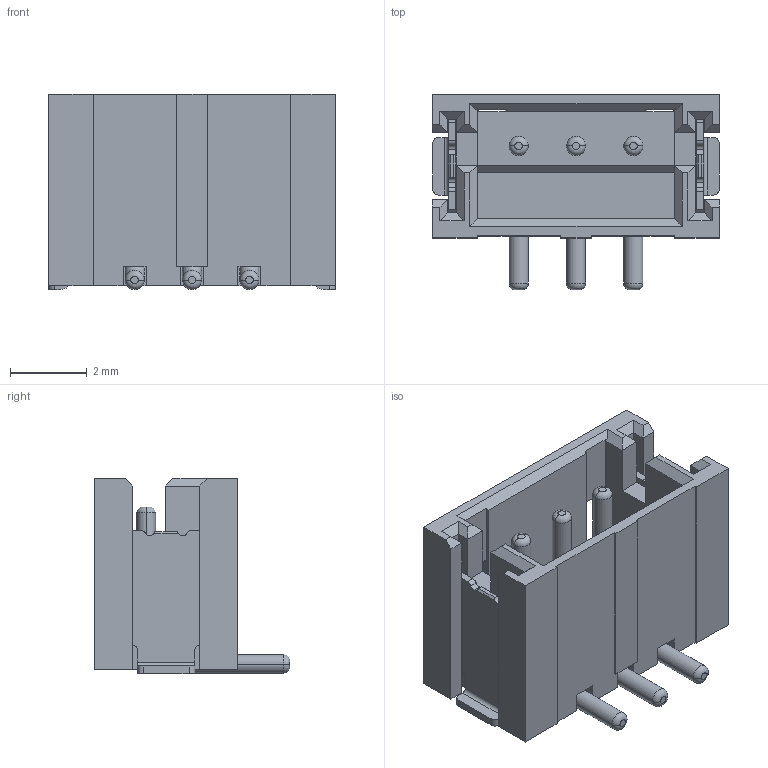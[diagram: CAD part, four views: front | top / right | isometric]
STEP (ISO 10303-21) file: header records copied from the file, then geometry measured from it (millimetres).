
FILE_DESCRIPTION(('CoCreate Modeling STEP Export'),'2;1');
FILE_NAME('ZH1.5WTB-3P立贴3D成品图.stp','2022-10-13T23:21:04',(''),(''),'CoCreate Modeling STEP processor for AP214 (Solid Model)','CoCreate Modeling 16.00 13-May-2008 (C) Parametric Technology GmbH','');
FILE_SCHEMA(('AUTOMOTIVE_DESIGN { 1 0 10303 214 1 1 1 1 }'));
Length unit declared in the file: millimetre
Products named in the file (2): 3Pin
Assembly tree (1 placements, depth 2):
  3Pin
    3Pin
Bounding box: 7.5 x 5.1 x 5.1 mm (x, y, z)
Volume: 79.9 mm3; surface area: 317.1 mm2
Topology: 1 solids, 1 shells, 212 faces, 596 edges, 384 vertices
Faces by surface type: plane 149, cylinder 45, torus 18
Entity records: 6963 total; most frequent: CARTESIAN_POINT 1549, ORIENTED_EDGE 1192, DIRECTION 1010, EDGE_CURVE 596, VECTOR 450, LINE 450, VERTEX_POINT 384, AXIS2_PLACEMENT_3D 280
